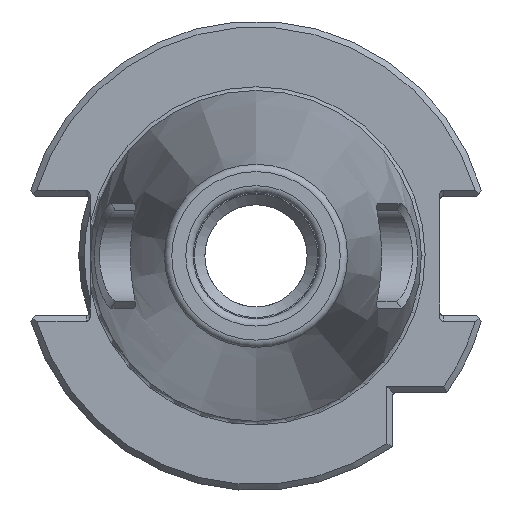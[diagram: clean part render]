
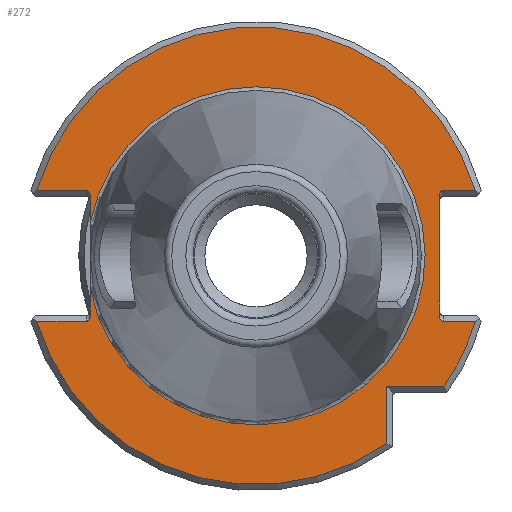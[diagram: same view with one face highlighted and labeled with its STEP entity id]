
A CAD part, left-side view. The second image highlights one B-rep face of the part: STEP entity #272.
In plain terms, the highlighted planar face has unit normal (-1, 0, 0).
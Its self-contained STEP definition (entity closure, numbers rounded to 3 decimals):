
#272 = ADVANCED_FACE( '', ( #610 ), #611, .T. );
#610 = FACE_OUTER_BOUND( '', #1079, .T. );
#611 = PLANE( '', #1080 );
#1079 = EDGE_LOOP( '', ( #1845, #1846, #1847, #1848, #1849, #1850, #1851, #1852, #1853, #1854, #1855, #1856, #1857, #1858, #1859, #1860, #1861 ) );
#1080 = AXIS2_PLACEMENT_3D( '', #1862, #1863, #1864 );
#1845 = ORIENTED_EDGE( '', *, *, #2651, .T. );
#1846 = ORIENTED_EDGE( '', *, *, #2511, .T. );
#1847 = ORIENTED_EDGE( '', *, *, #2601, .T. );
#1848 = ORIENTED_EDGE( '', *, *, #2463, .T. );
#1849 = ORIENTED_EDGE( '', *, *, #2484, .T. );
#1850 = ORIENTED_EDGE( '', *, *, #2497, .T. );
#1851 = ORIENTED_EDGE( '', *, *, #2563, .T. );
#1852 = ORIENTED_EDGE( '', *, *, #2410, .F. );
#1853 = ORIENTED_EDGE( '', *, *, #2614, .T. );
#1854 = ORIENTED_EDGE( '', *, *, #2652, .T. );
#1855 = ORIENTED_EDGE( '', *, *, #2653, .T. );
#1856 = ORIENTED_EDGE( '', *, *, #2524, .T. );
#1857 = ORIENTED_EDGE( '', *, *, #2654, .T. );
#1858 = ORIENTED_EDGE( '', *, *, #2655, .F. );
#1859 = ORIENTED_EDGE( '', *, *, #2656, .F. );
#1860 = ORIENTED_EDGE( '', *, *, #2657, .F. );
#1861 = ORIENTED_EDGE( '', *, *, #2598, .T. );
#1862 = CARTESIAN_POINT( '', ( 3.2, 0., 22.891 ) );
#1863 = DIRECTION( '', ( -1., 0., 0. ) );
#1864 = DIRECTION( '', ( 0., 0., 1. ) );
#2410 = EDGE_CURVE( '', #2861, #2863, #2864, .T. );
#2463 = EDGE_CURVE( '', #2954, #2952, #2955, .T. );
#2484 = EDGE_CURVE( '', #2952, #2987, #2989, .T. );
#2497 = EDGE_CURVE( '', #2987, #3010, #3011, .T. );
#2511 = EDGE_CURVE( '', #3032, #3033, #3034, .T. );
#2524 = EDGE_CURVE( '', #3054, #3055, #3056, .T. );
#2563 = EDGE_CURVE( '', #3010, #2863, #3112, .F. );
#2598 = EDGE_CURVE( '', #3167, #3165, #3168, .F. );
#2601 = EDGE_CURVE( '', #3033, #2954, #3171, .T. );
#2614 = EDGE_CURVE( '', #2861, #3186, #3188, .F. );
#2651 = EDGE_CURVE( '', #3165, #3032, #3238, .T. );
#2652 = EDGE_CURVE( '', #3186, #3239, #3240, .T. );
#2653 = EDGE_CURVE( '', #3239, #3054, #3241, .T. );
#2654 = EDGE_CURVE( '', #3055, #3242, #3243, .F. );
#2655 = EDGE_CURVE( '', #3244, #3242, #3245, .T. );
#2656 = EDGE_CURVE( '', #3246, #3244, #3247, .T. );
#2657 = EDGE_CURVE( '', #3167, #3246, #3248, .T. );
#2861 = VERTEX_POINT( '', #3672 );
#2863 = VERTEX_POINT( '', #3675 );
#2864 = LINE( '', #3676, #3677 );
#2952 = VERTEX_POINT( '', #3814 );
#2954 = VERTEX_POINT( '', #3819 );
#2955 = LINE( '', #3820, #3821 );
#2987 = VERTEX_POINT( '', #3876 );
#2989 = CIRCLE( '', #3881, 30.975 );
#3010 = VERTEX_POINT( '', #3989 );
#3011 = LINE( '', #3990, #3991 );
#3032 = VERTEX_POINT( '', #4028 );
#3033 = VERTEX_POINT( '', #4029 );
#3034 = CIRCLE( '', #4030, 30.975 );
#3054 = VERTEX_POINT( '', #4068 );
#3055 = VERTEX_POINT( '', #4069 );
#3056 = LINE( '', #4070, #4071 );
#3112 = ELLIPSE( '', #4289, 0.707, 0.5 );
#3165 = VERTEX_POINT( '', #4421 );
#3167 = VERTEX_POINT( '', #4424 );
#3168 = ELLIPSE( '', #4425, 0.707, 0.5 );
#3171 = LINE( '', #4429, #4430 );
#3186 = VERTEX_POINT( '', #4446 );
#3188 = ELLIPSE( '', #4449, 0.707, 0.5 );
#3238 = LINE( '', #4539, #4540 );
#3239 = VERTEX_POINT( '', #4541 );
#3240 = LINE( '', #4542, #4543 );
#3241 = CIRCLE( '', #4544, 30.975 );
#3242 = VERTEX_POINT( '', #4545 );
#3243 = ELLIPSE( '', #4546, 0.707, 0.5 );
#3244 = VERTEX_POINT( '', #4547 );
#3245 = LINE( '', #4548, #4549 );
#3246 = VERTEX_POINT( '', #4550 );
#3247 = CIRCLE( '', #4551, 22.891 );
#3248 = LINE( '', #4552, #4553 );
#3672 = CARTESIAN_POINT( '', ( 3.2, -24.85, 8.143 ) );
#3675 = CARTESIAN_POINT( '', ( 3.2, -24.85, -8.143 ) );
#3676 = CARTESIAN_POINT( '', ( 3.2, -24.85, 8.05 ) );
#3677 = VECTOR( '', #4908, 1000. );
#3814 = CARTESIAN_POINT( '', ( 3.2, -25.42, -17.7 ) );
#3819 = CARTESIAN_POINT( '', ( 3.2, -17.7, -17.7 ) );
#3820 = CARTESIAN_POINT( '', ( 3.2, -26.018, -17.7 ) );
#3821 = VECTOR( '', #4968, 1000. );
#3876 = CARTESIAN_POINT( '', ( 3.2, -29.684, -8.85 ) );
#3881 = AXIS2_PLACEMENT_3D( '', #4986, #4987, #4988 );
#3989 = CARTESIAN_POINT( '', ( 3.2, -25.35, -8.85 ) );
#3990 = CARTESIAN_POINT( '', ( 3.2, -24.85, -8.85 ) );
#3991 = VECTOR( '', #4997, 1000. );
#4028 = CARTESIAN_POINT( '', ( 3.2, 29.684, -8.85 ) );
#4029 = CARTESIAN_POINT( '', ( 3.2, -17.7, -25.42 ) );
#4030 = AXIS2_PLACEMENT_3D( '', #5014, #5015, #5016 );
#4068 = CARTESIAN_POINT( '', ( 3.2, 29.684, 8.85 ) );
#4069 = CARTESIAN_POINT( '', ( 3.2, 22.95, 8.85 ) );
#4070 = CARTESIAN_POINT( '', ( 3.2, 22.45, 8.85 ) );
#4071 = VECTOR( '', #5026, 1000. );
#4289 = AXIS2_PLACEMENT_3D( '', #5048, #5049, #5050 );
#4421 = CARTESIAN_POINT( '', ( 3.2, 22.95, -8.85 ) );
#4424 = CARTESIAN_POINT( '', ( 3.2, 22.45, -8.143 ) );
#4425 = AXIS2_PLACEMENT_3D( '', #5080, #5081, #5082 );
#4429 = CARTESIAN_POINT( '', ( 3.2, -17.7, -18.5 ) );
#4430 = VECTOR( '', #5084, 1000. );
#4446 = CARTESIAN_POINT( '', ( 3.2, -25.35, 8.85 ) );
#4449 = AXIS2_PLACEMENT_3D( '', #5105, #5106, #5107 );
#4539 = CARTESIAN_POINT( '', ( 3.2, 30.893, -8.85 ) );
#4540 = VECTOR( '', #5137, 1000. );
#4541 = CARTESIAN_POINT( '', ( 3.2, -29.684, 8.85 ) );
#4542 = CARTESIAN_POINT( '', ( 3.2, -30.893, 8.85 ) );
#4543 = VECTOR( '', #5138, 1000. );
#4544 = AXIS2_PLACEMENT_3D( '', #5139, #5140, #5141 );
#4545 = CARTESIAN_POINT( '', ( 3.2, 22.45, 8.143 ) );
#4546 = AXIS2_PLACEMENT_3D( '', #5142, #5143, #5144 );
#4547 = CARTESIAN_POINT( '', ( 3.2, 22.45, 4.472 ) );
#4548 = CARTESIAN_POINT( '', ( 3.2, 22.45, -8.05 ) );
#4549 = VECTOR( '', #5145, 1000. );
#4550 = CARTESIAN_POINT( '', ( 3.2, 22.45, -4.472 ) );
#4551 = AXIS2_PLACEMENT_3D( '', #5146, #5147, #5148 );
#4552 = CARTESIAN_POINT( '', ( 3.2, 22.45, -8.05 ) );
#4553 = VECTOR( '', #5149, 1000. );
#4908 = DIRECTION( '', ( 0., 0., -1. ) );
#4968 = DIRECTION( '', ( 0., -1., 0. ) );
#4986 = CARTESIAN_POINT( '', ( 3.2, 0., 0. ) );
#4987 = DIRECTION( '', ( -1., 0., 0. ) );
#4988 = DIRECTION( '', ( 0., 0., 1. ) );
#4997 = DIRECTION( '', ( 0., 1., 0. ) );
#5014 = CARTESIAN_POINT( '', ( 3.2, 0., 0. ) );
#5015 = DIRECTION( '', ( -1., 0., 0. ) );
#5016 = DIRECTION( '', ( 0., 0., 1. ) );
#5026 = DIRECTION( '', ( 0., -1., 0. ) );
#5048 = CARTESIAN_POINT( '', ( 3.2, -25.35, -8.143 ) );
#5049 = DIRECTION( '', ( -1., 0., 0. ) );
#5050 = DIRECTION( '', ( 0., 0., 1. ) );
#5080 = CARTESIAN_POINT( '', ( 3.2, 22.95, -8.143 ) );
#5081 = DIRECTION( '', ( -1., 0., 0. ) );
#5082 = DIRECTION( '', ( 0., 0., -1. ) );
#5084 = DIRECTION( '', ( 0., 0., 1. ) );
#5105 = CARTESIAN_POINT( '', ( 3.2, -25.35, 8.143 ) );
#5106 = DIRECTION( '', ( -1., 0., 0. ) );
#5107 = DIRECTION( '', ( 0., 0., 1. ) );
#5137 = DIRECTION( '', ( 0., 1., 0. ) );
#5138 = DIRECTION( '', ( 0., -1., 0. ) );
#5139 = CARTESIAN_POINT( '', ( 3.2, 0., 0. ) );
#5140 = DIRECTION( '', ( -1., 0., 0. ) );
#5141 = DIRECTION( '', ( 0., 0., 1. ) );
#5142 = CARTESIAN_POINT( '', ( 3.2, 22.95, 8.143 ) );
#5143 = DIRECTION( '', ( -1., 0., 0. ) );
#5144 = DIRECTION( '', ( 0., 0., -1. ) );
#5145 = DIRECTION( '', ( 0., 0., 1. ) );
#5146 = CARTESIAN_POINT( '', ( 3.2, 0., 0. ) );
#5147 = DIRECTION( '', ( -1., 0., 0. ) );
#5148 = DIRECTION( '', ( 0., 0., 1. ) );
#5149 = DIRECTION( '', ( 0., 0., 1. ) );
